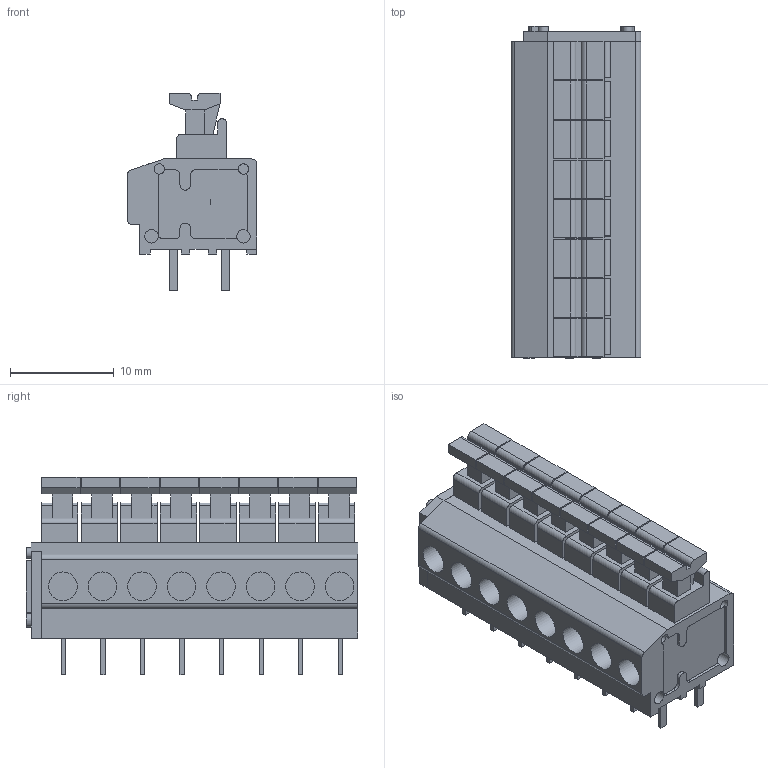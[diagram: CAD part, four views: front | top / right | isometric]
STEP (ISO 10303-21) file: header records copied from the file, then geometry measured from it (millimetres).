
FILE_DESCRIPTION(/* description */ ('STEP AP214'),/* implementation_level */ '2;1');
FILE_NAME(/* name */ '60056c937920e11623dd787e',/* time_stamp */ '2021-01-18T11:10:13+00:00',/* author */ (''),/* organization */ (''),/* preprocessor_version */ 'ST-DEVELOPER v18.1',/* originating_system */ ' ',/* authorisation */ ' ');
FILE_SCHEMA (('AUTOMOTIVE_DESIGN {1 0 10303 214 3 1 1}'));
Length unit declared in the file: metre
Products named in the file (3): pins; side; body
Bounding box: 12.5 x 31.98 x 19.02 mm (x, y, z)
Volume: 3432.6 mm3; surface area: 5071.6 mm2
Topology: 3 solids, 10 shells, 652 faces, 1795 edges, 1181 vertices
Faces by surface type: plane 503, cylinder 149
Full cylindrical faces by diameter (mm): 1 x6, 1.3 x6, 2.762 x8
Entity records: 20531 total; most frequent: CARTESIAN_POINT 3603, ORIENTED_EDGE 3542, DIRECTION 3382, EDGE_CURVE 1771, LINE 1470, VECTOR 1470, VERTEX_POINT 1177, AXIS2_PLACEMENT_3D 956
